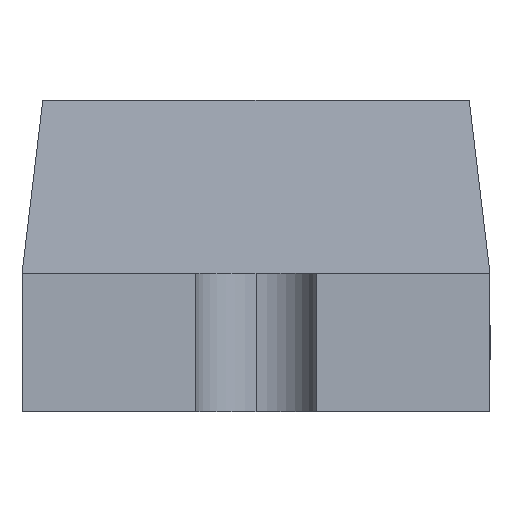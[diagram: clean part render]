
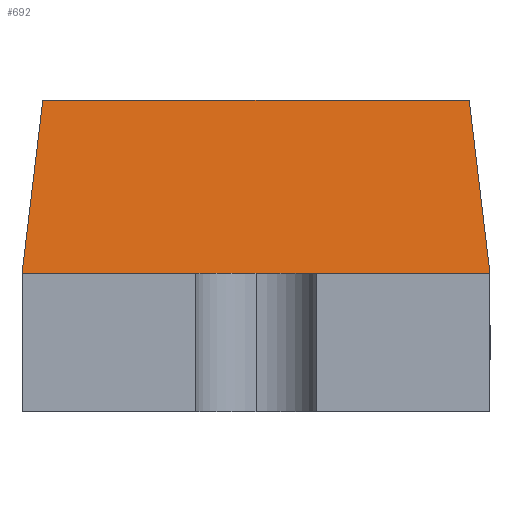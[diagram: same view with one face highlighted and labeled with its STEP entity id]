
A CAD part, left-side view. The second image highlights one B-rep face of the part: STEP entity #692.
In plain terms, the highlighted planar face has unit normal (-0.993, 0, 0.122).
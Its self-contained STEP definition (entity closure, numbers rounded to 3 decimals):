
#550=CARTESIAN_POINT('',(-0.7,0.675,0.4));
#551=VERTEX_POINT('',#550);
#552=CARTESIAN_POINT('',(-0.639,0.615,0.9));
#553=VERTEX_POINT('',#552);
#554=CARTESIAN_POINT('',(-0.7,0.675,0.4));
#555=DIRECTION('',(0.121,-0.118,0.986));
#556=VECTOR('',#555,0.507);
#557=LINE('',#554,#556);
#558=EDGE_CURVE('',#551,#553,#557,.T.);
#621=CARTESIAN_POINT('',(-0.639,-0.615,0.9));
#622=VERTEX_POINT('',#621);
#623=CARTESIAN_POINT('',(-0.7,-0.675,0.4));
#624=VERTEX_POINT('',#623);
#625=CARTESIAN_POINT('',(-0.639,-0.615,0.9));
#626=DIRECTION('',(-0.121,-0.118,-0.986));
#627=VECTOR('',#626,0.507);
#628=LINE('',#625,#627);
#629=EDGE_CURVE('',#622,#624,#628,.T.);
#653=CARTESIAN_POINT('',(-0.639,-0.615,0.9));
#654=DIRECTION('',(0.0,1.0,0.0));
#655=VECTOR('',#654,1.23);
#656=LINE('',#653,#655);
#657=EDGE_CURVE('',#622,#553,#656,.T.);
#672=CARTESIAN_POINT('',(-0.7,-0.675,0.4));
#673=DIRECTION('',(0.0,1.0,0.0));
#674=VECTOR('',#673,1.35);
#675=LINE('',#672,#674);
#676=EDGE_CURVE('',#624,#551,#675,.T.);
#681=CARTESIAN_POINT('',(-0.639,-0.675,0.9));
#682=DIRECTION('',(-0.993,0.,0.122));
#683=DIRECTION('',(0.122,0.0,0.993));
#684=AXIS2_PLACEMENT_3D('',#681,#682,#683);
#685=PLANE('',#684);
#686=ORIENTED_EDGE('',*,*,#558,.F.);
#687=ORIENTED_EDGE('',*,*,#676,.F.);
#688=ORIENTED_EDGE('',*,*,#629,.F.);
#689=ORIENTED_EDGE('',*,*,#657,.T.);
#690=EDGE_LOOP('',(#686,#687,#688,#689));
#691=FACE_OUTER_BOUND('',#690,.T.);
#692=ADVANCED_FACE('',(#691),#685,.T.);
